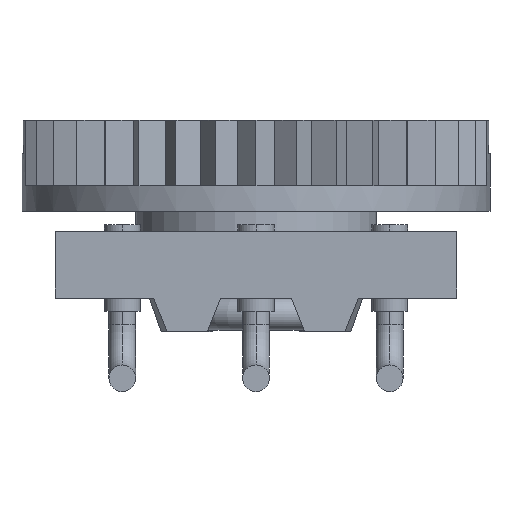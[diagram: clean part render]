
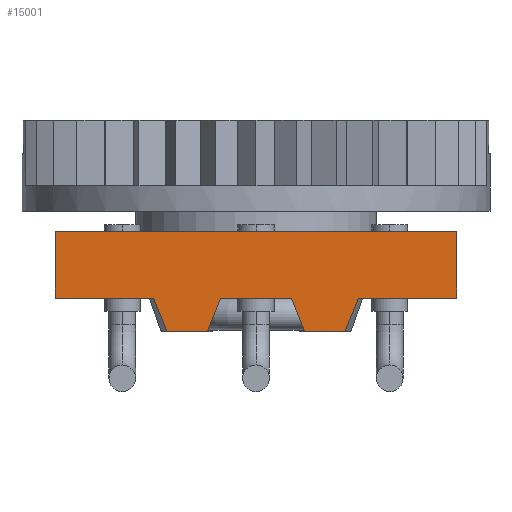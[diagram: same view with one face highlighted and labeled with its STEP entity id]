
A CAD part, front view. The second image highlights one B-rep face of the part: STEP entity #15001.
In plain terms, the highlighted planar face has unit normal (0, -1, 0).
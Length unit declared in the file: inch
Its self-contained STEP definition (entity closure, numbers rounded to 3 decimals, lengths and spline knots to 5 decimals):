
#3708=DIRECTION('',(-1.,0.,0.));
#3709=VECTOR('',#3708,0.3);
#3710=CARTESIAN_POINT('',(0.15,-0.2,0.05));
#3711=LINE('',#3710,#3709);
#4538=DIRECTION('',(-1.,0.,0.));
#4539=VECTOR('',#4538,0.053);
#4540=CARTESIAN_POINT('',(0.0265,-0.2,0.));
#4541=LINE('',#4540,#4539);
#4542=DIRECTION('',(-0.371,0.,-0.928));
#4543=VECTOR('',#4542,0.02693);
#4544=CARTESIAN_POINT('',(-0.0265,-0.2,0.));
#4545=LINE('',#4544,#4543);
#4546=DIRECTION('',(-1.,0.,0.));
#4547=VECTOR('',#4546,0.03);
#4548=CARTESIAN_POINT('',(-0.0365,-0.2,-0.025));
#4549=LINE('',#4548,#4547);
#4550=DIRECTION('',(-0.371,0.,0.928));
#4551=VECTOR('',#4550,0.02693);
#4552=CARTESIAN_POINT('',(-0.0665,-0.2,-0.025));
#4553=LINE('',#4552,#4551);
#4554=DIRECTION('',(-1.,0.,0.));
#4555=VECTOR('',#4554,0.0735);
#4556=CARTESIAN_POINT('',(-0.0765,-0.2,0.));
#4557=LINE('',#4556,#4555);
#4558=DIRECTION('',(0.,0.,-1.));
#4559=VECTOR('',#4558,0.05);
#4560=CARTESIAN_POINT('',(0.15,-0.2,0.05));
#4561=LINE('',#4560,#4559);
#4562=DIRECTION('',(-1.,0.,0.));
#4563=VECTOR('',#4562,0.0735);
#4564=CARTESIAN_POINT('',(0.15,-0.2,0.));
#4565=LINE('',#4564,#4563);
#4566=DIRECTION('',(-0.371,0.,-0.928));
#4567=VECTOR('',#4566,0.02693);
#4568=CARTESIAN_POINT('',(0.0765,-0.2,0.));
#4569=LINE('',#4568,#4567);
#4570=DIRECTION('',(-0.371,0.,0.928));
#4571=VECTOR('',#4570,0.02693);
#4572=CARTESIAN_POINT('',(0.0365,-0.2,-0.025));
#4573=LINE('',#4572,#4571);
#4612=DIRECTION('',(0.,0.,-1.));
#4613=VECTOR('',#4612,0.05);
#4614=CARTESIAN_POINT('',(-0.15,-0.2,0.05));
#4615=LINE('',#4614,#4613);
#4650=DIRECTION('',(1.,0.,0.));
#4651=VECTOR('',#4650,0.03);
#4652=CARTESIAN_POINT('',(0.0365,-0.2,-0.025));
#4653=LINE('',#4652,#4651);
#8017=CARTESIAN_POINT('',(0.15,-0.2,0.05));
#8018=VERTEX_POINT('',#8017);
#8019=CARTESIAN_POINT('',(-0.15,-0.2,0.05));
#8020=VERTEX_POINT('',#8019);
#8130=CARTESIAN_POINT('',(-0.15,-0.2,0.));
#8131=VERTEX_POINT('',#8130);
#8144=CARTESIAN_POINT('',(-0.0765,-0.2,0.));
#8145=VERTEX_POINT('',#8144);
#8149=CARTESIAN_POINT('',(-0.0265,-0.2,0.));
#8150=VERTEX_POINT('',#8149);
#8151=CARTESIAN_POINT('',(0.0265,-0.2,0.));
#8152=VERTEX_POINT('',#8151);
#8156=CARTESIAN_POINT('',(0.0765,-0.2,0.));
#8157=VERTEX_POINT('',#8156);
#8158=CARTESIAN_POINT('',(0.15,-0.2,0.));
#8159=VERTEX_POINT('',#8158);
#8176=CARTESIAN_POINT('',(-0.0365,-0.2,-0.025));
#8177=VERTEX_POINT('',#8176);
#8178=CARTESIAN_POINT('',(-0.0665,-0.2,-0.025));
#8179=VERTEX_POINT('',#8178);
#8180=CARTESIAN_POINT('',(0.0665,-0.2,-0.025));
#8181=VERTEX_POINT('',#8180);
#8182=CARTESIAN_POINT('',(0.0365,-0.2,-0.025));
#8183=VERTEX_POINT('',#8182);
#14975=CARTESIAN_POINT('',(-0.15,-0.2,0.));
#14976=DIRECTION('',(0.,-1.,0.));
#14977=DIRECTION('',(1.,0.,0.));
#14978=AXIS2_PLACEMENT_3D('',#14975,#14976,#14977);
#14979=PLANE('',#14978);
#14980=ORIENTED_EDGE('',*,*,#14910,.T.);
#14982=ORIENTED_EDGE('',*,*,#14981,.T.);
#14984=ORIENTED_EDGE('',*,*,#14983,.T.);
#14986=ORIENTED_EDGE('',*,*,#14985,.T.);
#14987=ORIENTED_EDGE('',*,*,#14902,.T.);
#14989=ORIENTED_EDGE('',*,*,#14988,.F.);
#14990=ORIENTED_EDGE('',*,*,#13975,.F.);
#14991=ORIENTED_EDGE('',*,*,#14968,.T.);
#14992=ORIENTED_EDGE('',*,*,#14918,.T.);
#14994=ORIENTED_EDGE('',*,*,#14993,.T.);
#14996=ORIENTED_EDGE('',*,*,#14995,.F.);
#14998=ORIENTED_EDGE('',*,*,#14997,.T.);
#14999=EDGE_LOOP('',(#14980,#14982,#14984,#14986,#14987,#14989,#14990,#14991,
#14992,#14994,#14996,#14998));
#15000=FACE_OUTER_BOUND('',#14999,.F.);
#15001=ADVANCED_FACE('',(#15000),#14979,.T.);
#13975=EDGE_CURVE('',#8018,#8020,#3711,.T.);
#14902=EDGE_CURVE('',#8145,#8131,#4557,.T.);
#14910=EDGE_CURVE('',#8152,#8150,#4541,.T.);
#14918=EDGE_CURVE('',#8159,#8157,#4565,.T.);
#14968=EDGE_CURVE('',#8018,#8159,#4561,.T.);
#14981=EDGE_CURVE('',#8150,#8177,#4545,.T.);
#14983=EDGE_CURVE('',#8177,#8179,#4549,.T.);
#14985=EDGE_CURVE('',#8179,#8145,#4553,.T.);
#14988=EDGE_CURVE('',#8020,#8131,#4615,.T.);
#14993=EDGE_CURVE('',#8157,#8181,#4569,.T.);
#14995=EDGE_CURVE('',#8183,#8181,#4653,.T.);
#14997=EDGE_CURVE('',#8183,#8152,#4573,.T.);
